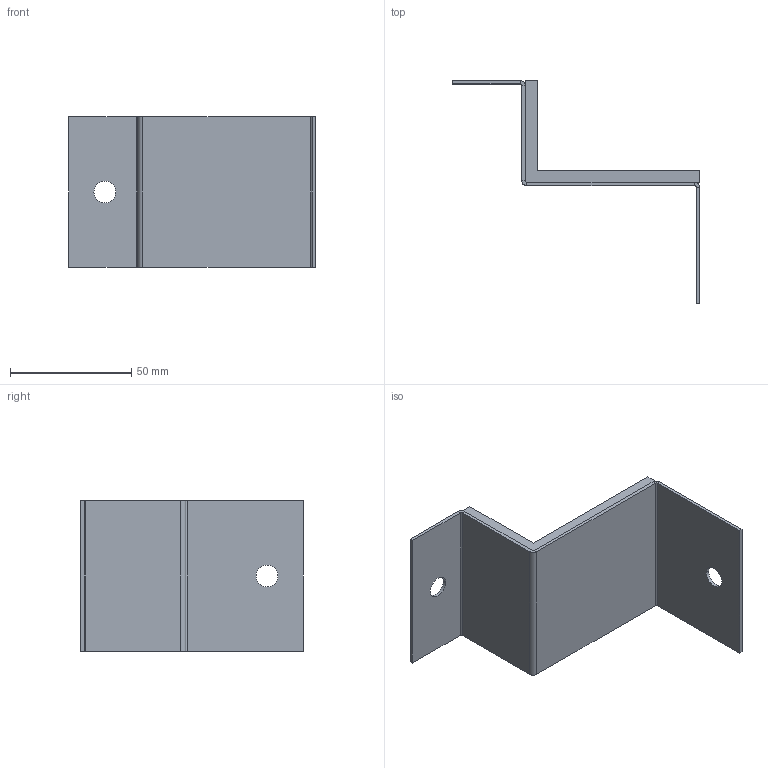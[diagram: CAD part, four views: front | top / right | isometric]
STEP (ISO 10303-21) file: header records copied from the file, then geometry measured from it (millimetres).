
FILE_DESCRIPTION (( 'STEP AP214' ), '1' );
FILE_NAME ('7216513_KSTP1.stp', '2018-05-10T13:36:43', ( '' ), ( '' ), 'SwSTEP 2.0', 'SolidWorks 2016', '' );
FILE_SCHEMA (( 'AUTOMOTIVE_DESIGN' ));
Length unit declared in the file: millimetre
Products named in the file (3): P_7216510T1_1_Verbinder3 0407; 099500_Verbinder VE 0407; 7216513_KSTP1
Assembly tree (2 placements, depth 2):
  7216513_KSTP1
    099500_Verbinder VE 0407
    P_7216510T1_1_Verbinder3 0407
Bounding box: 102 x 92 x 62 mm (x, y, z)
Volume: 49089.6 mm3; surface area: 38962.1 mm2
Topology: 2 solids, 2 shells, 43 faces, 93 edges, 54 vertices
Faces by surface type: plane 32, cylinder 11
Entity records: 1255 total; most frequent: DIRECTION 211, CARTESIAN_POINT 195, ORIENTED_EDGE 186, EDGE_CURVE 93, VECTOR 71, LINE 71, AXIS2_PLACEMENT_3D 70, VERTEX_POINT 54
